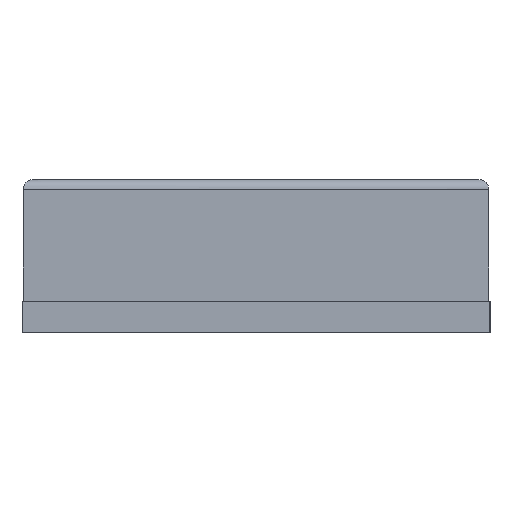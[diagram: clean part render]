
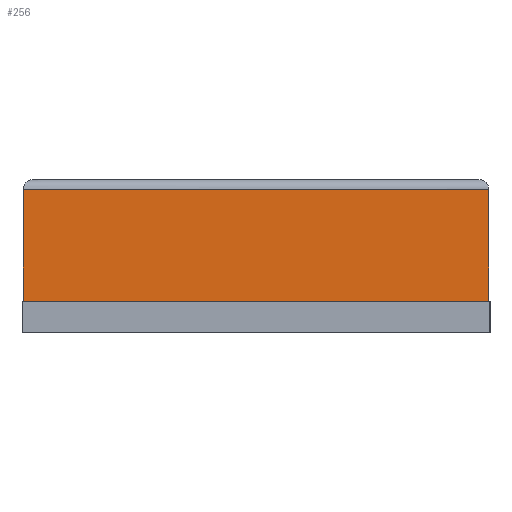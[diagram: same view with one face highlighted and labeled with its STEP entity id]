
A CAD part, left-side view. The second image highlights one B-rep face of the part: STEP entity #256.
In plain terms, the highlighted planar face has unit normal (-1, 0, 0).
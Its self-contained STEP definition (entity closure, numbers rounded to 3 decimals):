
#256 = ADVANCED_FACE ( 'NONE', ( #9729 ), #1400, .F. ) ;
#384 = EDGE_LOOP ( 'NONE', ( #4927, #10892, #3098, #9336 ) ) ;
#1096 = LINE ( 'NONE', #4775, #4498 ) ;
#1400 = PLANE ( 'NONE',  #10189 ) ;
#1596 = CARTESIAN_POINT ( 'NONE',  ( -3.55, -2.3, 1.5 ) ) ;
#1609 = EDGE_CURVE ( 'NONE', #9404, #11647, #7535, .T. ) ;
#1827 = CARTESIAN_POINT ( 'NONE',  ( -3.55, -2.3, 0.3 ) ) ;
#2088 = VECTOR ( 'NONE', #5837, 1000. ) ;
#2131 = CARTESIAN_POINT ( 'NONE',  ( -3.55, 2.3, 1.4 ) ) ;
#2580 = LINE ( 'NONE', #1596, #5492 ) ;
#3098 = ORIENTED_EDGE ( 'NONE', *, *, #8986, .T. ) ;
#4232 = DIRECTION ( 'NONE',  ( 0., -1., 0. ) ) ;
#4498 = VECTOR ( 'NONE', #6939, 1000. ) ;
#4589 = EDGE_CURVE ( 'NONE', #9404, #4757, #2580, .T. ) ;
#4757 = VERTEX_POINT ( 'NONE', #1827 ) ;
#4775 = CARTESIAN_POINT ( 'NONE',  ( -3.55, 2.3, 1.5 ) ) ;
#4927 = ORIENTED_EDGE ( 'NONE', *, *, #4589, .F. ) ;
#5492 = VECTOR ( 'NONE', #6237, 1000. ) ;
#5837 = DIRECTION ( 'NONE',  ( 0., 1., 0. ) ) ;
#5997 = EDGE_CURVE ( 'NONE', #10453, #4757, #7966, .T. ) ;
#6237 = DIRECTION ( 'NONE',  ( 0., 0., -1. ) ) ;
#6269 = CARTESIAN_POINT ( 'NONE',  ( -3.55, 2.3, 0.3 ) ) ;
#6939 = DIRECTION ( 'NONE',  ( 0., 0., -1. ) ) ;
#7304 = CARTESIAN_POINT ( 'NONE',  ( -3.55, 2.3, 1.4 ) ) ;
#7374 = CARTESIAN_POINT ( 'NONE',  ( -3.55, 2.3, 1.5 ) ) ;
#7535 = LINE ( 'NONE', #2131, #2088 ) ;
#7966 = LINE ( 'NONE', #6269, #9679 ) ;
#8394 = DIRECTION ( 'NONE',  ( 1., 0., 0. ) ) ;
#8986 = EDGE_CURVE ( 'NONE', #11647, #10453, #1096, .T. ) ;
#8990 = CARTESIAN_POINT ( 'NONE',  ( -3.55, 2.3, 0.3 ) ) ;
#9336 = ORIENTED_EDGE ( 'NONE', *, *, #5997, .T. ) ;
#9404 = VERTEX_POINT ( 'NONE', #11017 ) ;
#9679 = VECTOR ( 'NONE', #4232, 1000. ) ;
#9729 = FACE_OUTER_BOUND ( 'NONE', #384, .T. ) ;
#10097 = DIRECTION ( 'NONE',  ( 0., 1., 0. ) ) ;
#10189 = AXIS2_PLACEMENT_3D ( 'NONE', #7374, #8394, #10097 ) ;
#10453 = VERTEX_POINT ( 'NONE', #8990 ) ;
#10892 = ORIENTED_EDGE ( 'NONE', *, *, #1609, .T. ) ;
#11017 = CARTESIAN_POINT ( 'NONE',  ( -3.55, -2.3, 1.4 ) ) ;
#11647 = VERTEX_POINT ( 'NONE', #7304 ) ;
